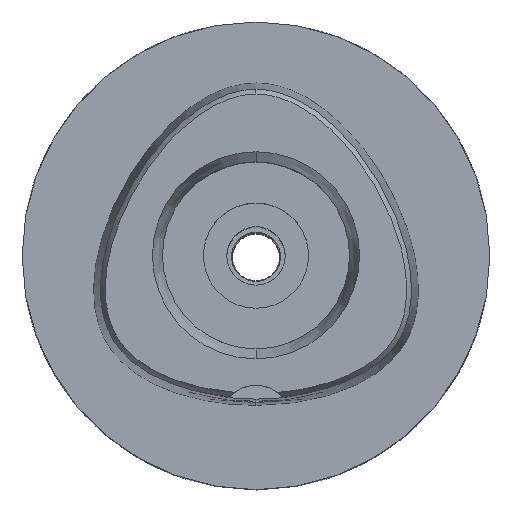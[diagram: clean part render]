
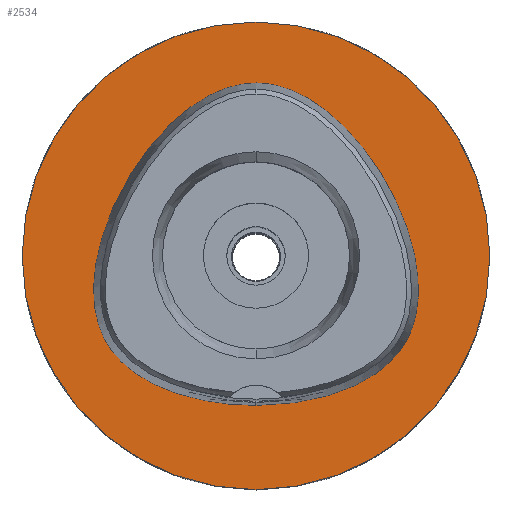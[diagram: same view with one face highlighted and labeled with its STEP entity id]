
A CAD part, top view. The second image highlights one B-rep face of the part: STEP entity #2534.
In plain terms, the highlighted planar face has unit normal (0, 0, 1).
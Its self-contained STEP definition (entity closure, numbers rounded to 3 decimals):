
#307=CARTESIAN_POINT('',(0.,0.,0.));
#308=DIRECTION('',(0.,0.,-1.));
#309=DIRECTION('',(0.,-1.,0.));
#310=AXIS2_PLACEMENT_3D('',#307,#308,#309);
#315=CARTESIAN_POINT('',(0.,0.,0.));
#316=DIRECTION('',(0.,0.,-1.));
#317=DIRECTION('',(0.,1.,0.));
#318=AXIS2_PLACEMENT_3D('',#315,#316,#317);
#323=CARTESIAN_POINT('',(0.,-25.575,0.));
#324=CARTESIAN_POINT('',(1.261,-25.575,0.));
#325=CARTESIAN_POINT('',(3.719,-25.479,
0.));
#326=CARTESIAN_POINT('',(7.243,-25.07,0.));
#327=CARTESIAN_POINT('',(10.503,-24.429,0.));
#328=CARTESIAN_POINT('',(13.421,-23.607,0.));
#329=CARTESIAN_POINT('',(15.974,-22.652,0.));
#330=CARTESIAN_POINT('',(18.176,-21.604,0.));
#331=CARTESIAN_POINT('',(20.062,-20.489,0.));
#332=CARTESIAN_POINT('',(21.659,-19.334,0.));
#333=CARTESIAN_POINT('',(23.014,-18.139,0.));
#334=CARTESIAN_POINT('',(24.146,-16.921,0.));
#335=CARTESIAN_POINT('',(25.1,-15.66,0.));
#336=CARTESIAN_POINT('',(25.893,-14.337,0.));
#337=CARTESIAN_POINT('',(26.543,-12.931,0.));
#338=CARTESIAN_POINT('',(27.071,-11.394,0.));
#339=CARTESIAN_POINT('',(27.471,-9.697,0.));
#340=CARTESIAN_POINT('',(27.728,-7.795,0.));
#341=CARTESIAN_POINT('',(27.812,-5.68,0.));
#342=CARTESIAN_POINT('',(27.693,-3.325,0.));
#343=CARTESIAN_POINT('',(27.33,-0.714,0.));
#344=CARTESIAN_POINT('',(26.683,2.148,0.));
#345=CARTESIAN_POINT('',(25.715,5.235,0.));
#346=CARTESIAN_POINT('',(24.405,8.485,0.));
#347=CARTESIAN_POINT('',(22.766,11.785,0.));
#348=CARTESIAN_POINT('',(20.852,14.994,0.));
#349=CARTESIAN_POINT('',(18.759,17.957,0.));
#350=CARTESIAN_POINT('',(16.581,20.579,0.));
#351=CARTESIAN_POINT('',(14.398,22.816,0.));
#352=CARTESIAN_POINT('',(12.27,24.664,0.));
#353=CARTESIAN_POINT('',(10.228,26.153,0.));
#354=CARTESIAN_POINT('',(8.289,27.318,0.));
#355=CARTESIAN_POINT('',(6.455,28.203,0.));
#356=CARTESIAN_POINT('',(4.719,28.846,0.));
#357=CARTESIAN_POINT('',(3.07,29.278,0.));
#358=CARTESIAN_POINT('',(1.501,29.523,
0.));
#359=CARTESIAN_POINT('',(0.493,29.575,
0.));
#360=CARTESIAN_POINT('',(0.,29.575,
0.));
#365=CARTESIAN_POINT('',(0.,29.575,
0.));
#366=CARTESIAN_POINT('',(-0.495,29.575,0.));
#367=CARTESIAN_POINT('',(-1.505,29.523,
0.));
#368=CARTESIAN_POINT('',(-3.078,29.276,0.));
#369=CARTESIAN_POINT('',(-4.727,28.844,0.));
#370=CARTESIAN_POINT('',(-6.469,28.198,0.));
#371=CARTESIAN_POINT('',(-8.303,27.311,0.));
#372=CARTESIAN_POINT('',(-10.246,26.14,0.));
#373=CARTESIAN_POINT('',(-12.29,24.648,0.));
#374=CARTESIAN_POINT('',(-14.422,22.793,0.));
#375=CARTESIAN_POINT('',(-16.606,20.551,0.));
#376=CARTESIAN_POINT('',(-18.783,17.925,0.));
#377=CARTESIAN_POINT('',(-20.879,14.953,0.));
#378=CARTESIAN_POINT('',(-22.787,11.746,0.));
#379=CARTESIAN_POINT('',(-24.424,8.443,0.));
#380=CARTESIAN_POINT('',(-25.727,5.2,0.));
#381=CARTESIAN_POINT('',(-26.691,2.118,0.));
#382=CARTESIAN_POINT('',(-27.335,-0.741,0.));
#383=CARTESIAN_POINT('',(-27.694,-3.344,0.));
#384=CARTESIAN_POINT('',(-27.812,-5.698,0.));
#385=CARTESIAN_POINT('',(-27.726,-7.811,0.));
#386=CARTESIAN_POINT('',(-27.468,-9.715,0.));
#387=CARTESIAN_POINT('',(-27.066,-11.412,0.));
#388=CARTESIAN_POINT('',(-26.537,-12.947,0.));
#389=CARTESIAN_POINT('',(-25.886,-14.35,0.));
#390=CARTESIAN_POINT('',(-25.102,-15.654,0.));
#391=CARTESIAN_POINT('',(-24.159,-16.905,0.));
#392=CARTESIAN_POINT('',(-23.035,-18.118,0.));
#393=CARTESIAN_POINT('',(-21.689,-19.31,0.));
#394=CARTESIAN_POINT('',(-20.085,-20.474,0.));
#395=CARTESIAN_POINT('',(-18.203,-21.59,0.));
#396=CARTESIAN_POINT('',(-15.998,-22.641,0.));
#397=CARTESIAN_POINT('',(-13.444,-23.599,0.));
#398=CARTESIAN_POINT('',(-10.523,-24.425,0.));
#399=CARTESIAN_POINT('',(-7.255,-25.068,0.));
#400=CARTESIAN_POINT('',(-3.722,-25.478,
0.));
#401=CARTESIAN_POINT('',(-1.262,-25.575,0.));
#402=CARTESIAN_POINT('',(0.,-25.575,0.));
#1615=VERTEX_POINT('',#365);
#1616=VERTEX_POINT('',#402);
#1621=CARTESIAN_POINT('',(0.,-40.,0.));
#1622=CARTESIAN_POINT('',(0.,40.,0.));
#1623=VERTEX_POINT('',#1621);
#1624=VERTEX_POINT('',#1622);
#2518=CARTESIAN_POINT('',(0.,0.,0.));
#2519=DIRECTION('',(0.,0.,-1.));
#2520=DIRECTION('',(0.,-1.,0.));
#2521=AXIS2_PLACEMENT_3D('',#2518,#2519,#2520);
#2522=PLANE('',#2521);
#2524=ORIENTED_EDGE('',*,*,#2523,.T.);
#2526=ORIENTED_EDGE('',*,*,#2525,.T.);
#2527=EDGE_LOOP('',(#2524,#2526));
#2528=FACE_OUTER_BOUND('',#2527,.F.);
#2530=ORIENTED_EDGE('',*,*,#2529,.T.);
#2531=ORIENTED_EDGE('',*,*,#2501,.T.);
#2532=EDGE_LOOP('',(#2530,#2531));
#2533=FACE_BOUND('',#2532,.F.);
#311=CIRCLE('',#310,40.);
#319=CIRCLE('',#318,40.);
#361=B_SPLINE_CURVE_WITH_KNOTS('',3,(#323,#324,#325,#326,#327,#328,#329,#330,
#331,#332,#333,#334,#335,#336,#337,#338,#339,#340,#341,#342,#343,#344,#345,#346,
#347,#348,#349,#350,#351,#352,#353,#354,#355,#356,#357,#358,#359,#360),
.UNSPECIFIED.,.F.,.F.,(4,1,1,1,1,1,1,1,1,1,1,1,1,1,1,1,1,1,1,1,1,1,1,1,1,1,1,1,
1,1,1,1,1,1,1,4),(0.,0.029,0.057,0.086,
0.114,0.143,0.171,0.2,0.229,
0.257,0.286,0.314,0.343,
0.371,0.4,0.429,0.457,0.486,
0.514,0.543,0.571,0.6,0.629,
0.657,0.686,0.714,0.743,
0.771,0.8,0.829,0.857,0.886,
0.914,0.943,0.971,1.),.UNSPECIFIED.);
#403=B_SPLINE_CURVE_WITH_KNOTS('',3,(#365,#366,#367,#368,#369,#370,#371,#372,
#373,#374,#375,#376,#377,#378,#379,#380,#381,#382,#383,#384,#385,#386,#387,#388,
#389,#390,#391,#392,#393,#394,#395,#396,#397,#398,#399,#400,#401,#402),
.UNSPECIFIED.,.F.,.F.,(4,1,1,1,1,1,1,1,1,1,1,1,1,1,1,1,1,1,1,1,1,1,1,1,1,1,1,1,
1,1,1,1,1,1,1,4),(0.,0.029,0.057,0.086,
0.114,0.143,0.171,0.2,0.229,
0.257,0.286,0.314,0.343,
0.371,0.4,0.429,0.457,0.486,
0.514,0.543,0.571,0.6,0.629,
0.657,0.686,0.714,0.743,
0.771,0.8,0.829,0.857,0.886,
0.914,0.943,0.971,1.),.UNSPECIFIED.);
#2501=EDGE_CURVE('',#1615,#1616,#403,.T.);
#2523=EDGE_CURVE('',#1623,#1624,#311,.T.);
#2525=EDGE_CURVE('',#1624,#1623,#319,.T.);
#2529=EDGE_CURVE('',#1616,#1615,#361,.T.);
#2534=ADVANCED_FACE('',(#2528,#2533),#2522,.F.);
